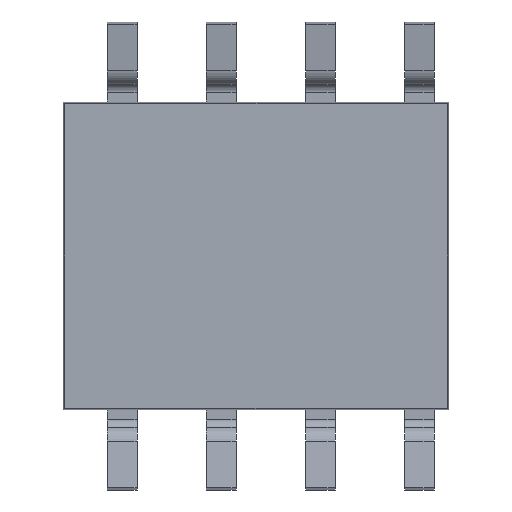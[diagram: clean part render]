
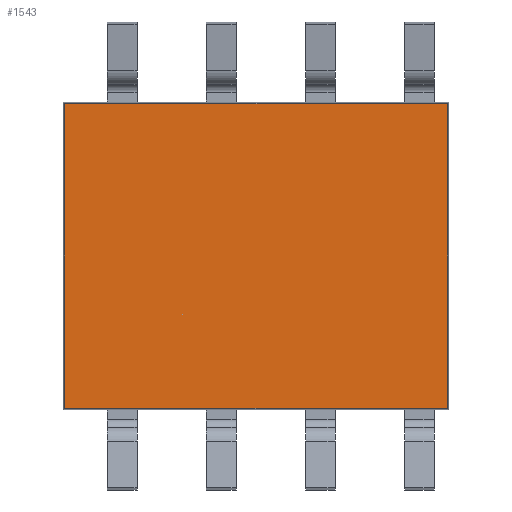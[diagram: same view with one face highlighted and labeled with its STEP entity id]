
A CAD part, front view. The second image highlights one B-rep face of the part: STEP entity #1543.
In plain terms, the highlighted planar face has unit normal (0, -1, 0).
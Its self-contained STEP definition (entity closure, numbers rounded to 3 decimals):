
#115 = VERTEX_POINT ( 'NONE', #2401 ) ;
#606 = LINE ( 'NONE', #4224, #5338 ) ;
#725 = CARTESIAN_POINT ( 'NONE',  ( -2.45, 0., 1.95 ) ) ;
#872 = VERTEX_POINT ( 'NONE', #2074 ) ;
#1034 = DIRECTION ( 'NONE',  ( 0., 0., 1. ) ) ;
#1144 = VERTEX_POINT ( 'NONE', #1881 ) ;
#1220 = EDGE_LOOP ( 'NONE', ( #3624, #2691, #1753, #2706 ) ) ;
#1252 = LINE ( 'NONE', #1741, #3740 ) ;
#1372 = DIRECTION ( 'NONE',  ( 0., 0., -1. ) ) ;
#1440 = VECTOR ( 'NONE', #1372, 1000. ) ;
#1543 = ADVANCED_FACE ( 'NONE', ( #3317 ), #3290, .F. ) ;
#1741 = CARTESIAN_POINT ( 'NONE',  ( -2.45, 0., -1.95 ) ) ;
#1753 = ORIENTED_EDGE ( 'NONE', *, *, #4213, .F. ) ;
#1881 = CARTESIAN_POINT ( 'NONE',  ( -2.45, 0., -1.95 ) ) ;
#1972 = DIRECTION ( 'NONE',  ( -1., 0., 0. ) ) ;
#2074 = CARTESIAN_POINT ( 'NONE',  ( 2.45, 0., -1.95 ) ) ;
#2401 = CARTESIAN_POINT ( 'NONE',  ( -2.45, 0., 1.95 ) ) ;
#2620 = DIRECTION ( 'NONE',  ( 0., 0., 1. ) ) ;
#2691 = ORIENTED_EDGE ( 'NONE', *, *, #3118, .F. ) ;
#2706 = ORIENTED_EDGE ( 'NONE', *, *, #5129, .F. ) ;
#2924 = CARTESIAN_POINT ( 'NONE',  ( 0., 0., 0. ) ) ;
#3118 = EDGE_CURVE ( 'NONE', #115, #3388, #4771, .T. ) ;
#3254 = AXIS2_PLACEMENT_3D ( 'NONE', #2924, #5515, #1034 ) ;
#3290 = PLANE ( 'NONE',  #3254 ) ;
#3317 = FACE_OUTER_BOUND ( 'NONE', #1220, .T. ) ;
#3388 = VERTEX_POINT ( 'NONE', #4467 ) ;
#3396 = EDGE_CURVE ( 'NONE', #3388, #872, #3576, .T. ) ;
#3576 = LINE ( 'NONE', #5423, #1440 ) ;
#3624 = ORIENTED_EDGE ( 'NONE', *, *, #3396, .F. ) ;
#3740 = VECTOR ( 'NONE', #2620, 1000. ) ;
#3876 = DIRECTION ( 'NONE',  ( 1., 0., 0. ) ) ;
#4202 = VECTOR ( 'NONE', #3876, 1000. ) ;
#4213 = EDGE_CURVE ( 'NONE', #1144, #115, #1252, .T. ) ;
#4224 = CARTESIAN_POINT ( 'NONE',  ( -2.45, 0., -1.95 ) ) ;
#4467 = CARTESIAN_POINT ( 'NONE',  ( 2.45, 0., 1.95 ) ) ;
#4771 = LINE ( 'NONE', #725, #4202 ) ;
#5129 = EDGE_CURVE ( 'NONE', #872, #1144, #606, .T. ) ;
#5338 = VECTOR ( 'NONE', #1972, 1000. ) ;
#5423 = CARTESIAN_POINT ( 'NONE',  ( 2.45, 0., -1.95 ) ) ;
#5515 = DIRECTION ( 'NONE',  ( 0., 1., 0. ) ) ;
